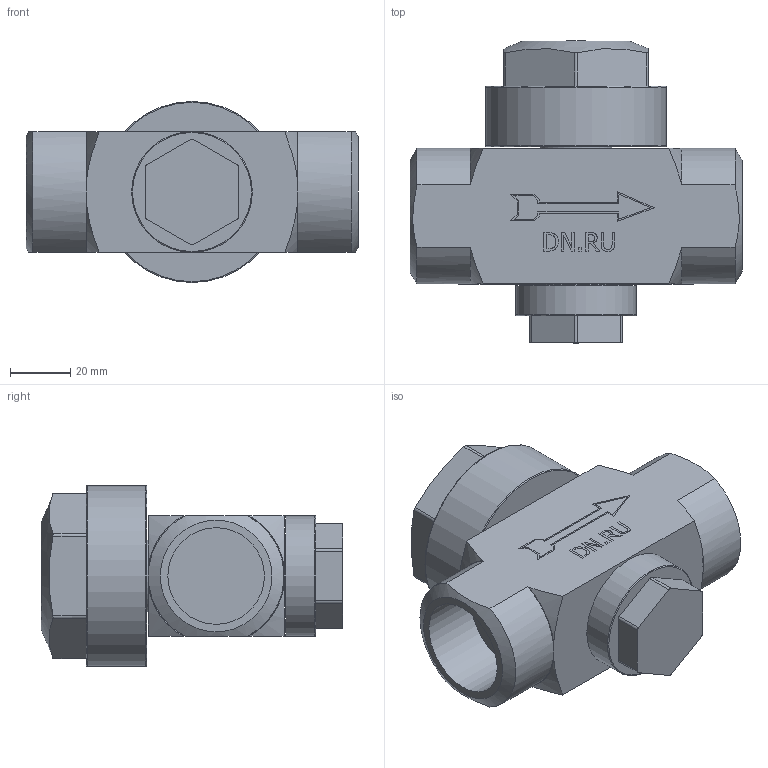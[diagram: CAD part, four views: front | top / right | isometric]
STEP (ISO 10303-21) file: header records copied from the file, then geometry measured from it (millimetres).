
FILE_DESCRIPTION(/* description */ (''),/* implementation_level */ '2;1');
FILE_NAME(/* name */ 'DN32_3D_STEP.stp',/* time_stamp */ '2024-03-04T00:45:15+03:00',/* author */ ('igorr'),/* organization */ (''),/* preprocessor_version */ 'ST-DEVELOPER v19.2',/* originating_system */ 'Autodesk Inventor 2023',/* authorisation */ '');
FILE_SCHEMA (('AUTOMOTIVE_DESIGN { 1 0 10303 214 3 1 1 }'));
Length unit declared in the file: millimetre
Products named in the file (1): Деталь
Bounding box: 110 x 100 x 60 mm (x, y, z)
Volume: 257872.3 mm3; surface area: 39024.7 mm2
Topology: 1 solids, 1 shells, 169 faces, 446 edges, 296 vertices
Faces by surface type: plane 110, bspline 23, cylinder 22, cone 11, torus 3
Full cylindrical faces by diameter (mm): 20 x1, 24 x1, 32 x2, 40 x1, 60 x1
Entity records: 5616 total; most frequent: CARTESIAN_POINT 1388, ORIENTED_EDGE 892, DIRECTION 725, EDGE_CURVE 446, LINE 303, VECTOR 303, VERTEX_POINT 296, AXIS2_PLACEMENT_3D 211
